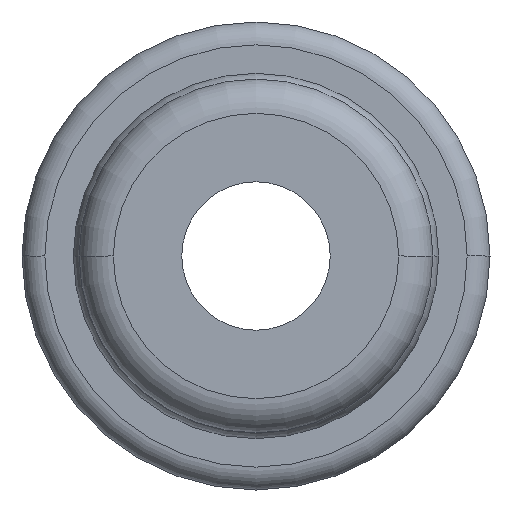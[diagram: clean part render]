
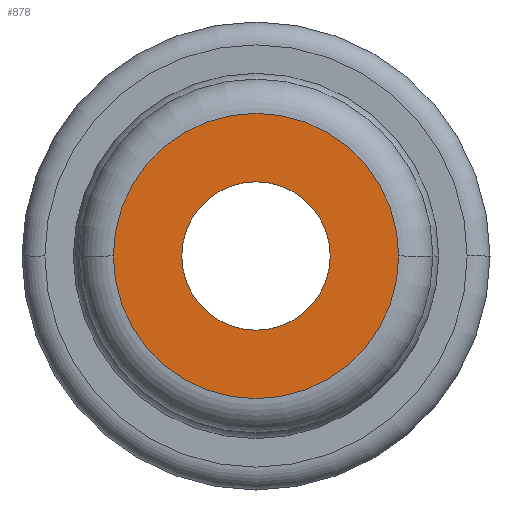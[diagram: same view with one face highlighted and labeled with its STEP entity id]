
A CAD part, front view. The second image highlights one B-rep face of the part: STEP entity #878.
In plain terms, the highlighted planar face has unit normal (0, -1, 0).
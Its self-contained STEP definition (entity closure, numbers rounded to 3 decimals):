
#309=CARTESIAN_POINT('',(0.,-5.8,0.));
#310=DIRECTION('',(0.,1.,0.));
#311=DIRECTION('',(-1.,0.,0.));
#312=AXIS2_PLACEMENT_3D('',#309,#310,#311);
#314=CARTESIAN_POINT('',(0.,-5.8,0.));
#315=DIRECTION('',(0.,1.,0.));
#316=DIRECTION('',(1.,0.,0.));
#317=AXIS2_PLACEMENT_3D('',#314,#315,#316);
#319=CARTESIAN_POINT('',(0.,-5.8,0.));
#320=DIRECTION('',(0.,-1.,0.));
#321=DIRECTION('',(-1.,0.,0.));
#322=AXIS2_PLACEMENT_3D('',#319,#320,#321);
#324=CARTESIAN_POINT('',(0.,-5.8,0.));
#325=DIRECTION('',(0.,-1.,0.));
#326=DIRECTION('',(1.,0.,0.));
#327=AXIS2_PLACEMENT_3D('',#324,#325,#326);
#637=CARTESIAN_POINT('',(1.3,-5.8,0.));
#638=CARTESIAN_POINT('',(-1.3,-5.8,0.));
#639=VERTEX_POINT('',#637);
#640=VERTEX_POINT('',#638);
#641=CARTESIAN_POINT('',(-2.5,-5.8,
0.));
#642=CARTESIAN_POINT('',(2.5,-5.8,0.));
#643=VERTEX_POINT('',#641);
#644=VERTEX_POINT('',#642);
#862=CARTESIAN_POINT('',(0.,-5.8,0.));
#863=DIRECTION('',(0.,1.,0.));
#864=DIRECTION('',(0.,0.,1.));
#865=AXIS2_PLACEMENT_3D('',#862,#863,#864);
#866=PLANE('',#865);
#868=ORIENTED_EDGE('',*,*,#867,.T.);
#870=ORIENTED_EDGE('',*,*,#869,.T.);
#871=EDGE_LOOP('',(#868,#870));
#872=FACE_OUTER_BOUND('',#871,.F.);
#874=ORIENTED_EDGE('',*,*,#873,.T.);
#875=ORIENTED_EDGE('',*,*,#852,.T.);
#876=EDGE_LOOP('',(#874,#875));
#877=FACE_BOUND('',#876,.F.);
#313=CIRCLE('',#312,2.5);
#318=CIRCLE('',#317,2.5);
#323=CIRCLE('',#322,1.3);
#328=CIRCLE('',#327,1.3);
#852=EDGE_CURVE('',#639,#640,#328,.T.);
#867=EDGE_CURVE('',#643,#644,#313,.T.);
#869=EDGE_CURVE('',#644,#643,#318,.T.);
#873=EDGE_CURVE('',#640,#639,#323,.T.);
#878=ADVANCED_FACE('',(#872,#877),#866,.F.);
